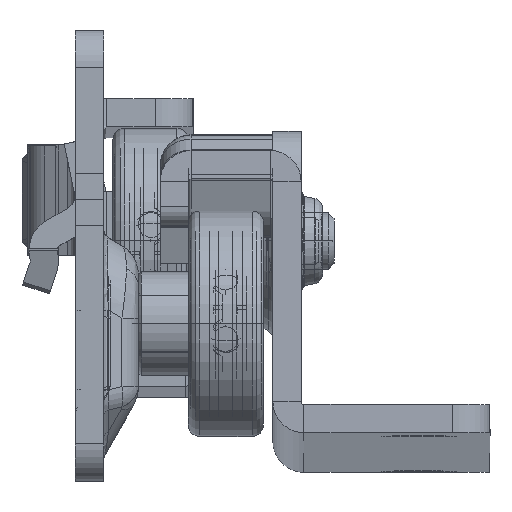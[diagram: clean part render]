
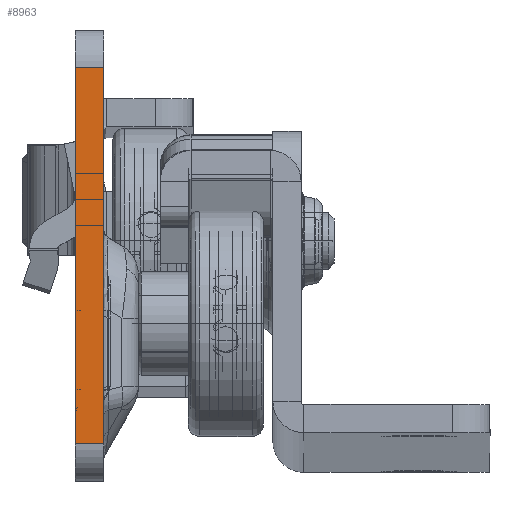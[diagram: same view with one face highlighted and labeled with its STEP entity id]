
A CAD part, top view. The second image highlights one B-rep face of the part: STEP entity #8963.
In plain terms, the highlighted planar face has unit normal (0, 0, 1).
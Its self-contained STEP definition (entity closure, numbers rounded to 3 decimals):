
#1197 = VERTEX_POINT ( 'NONE', #22574 ) ;
#1413 = CARTESIAN_POINT ( 'NONE',  ( -3., 18.3, 0. ) ) ;
#1872 = CARTESIAN_POINT ( 'NONE',  ( 0., 18.3, 0. ) ) ;
#2200 = VECTOR ( 'NONE', #27133, 1000. ) ;
#3451 = VECTOR ( 'NONE', #15423, 1000. ) ;
#4138 = LINE ( 'NONE', #1413, #24462 ) ;
#4415 = ORIENTED_EDGE ( 'NONE', *, *, #12399, .F. ) ;
#4519 = DIRECTION ( 'NONE',  ( 1., 0., 0. ) ) ;
#5113 = VERTEX_POINT ( 'NONE', #1872 ) ;
#5190 = ORIENTED_EDGE ( 'NONE', *, *, #25954, .T. ) ;
#5387 = ORIENTED_EDGE ( 'NONE', *, *, #12527, .T. ) ;
#5816 = CARTESIAN_POINT ( 'NONE',  ( 0., -21.7, 0. ) ) ;
#6792 = CARTESIAN_POINT ( 'NONE',  ( -122.719, -21.7, 0. ) ) ;
#7348 = PLANE ( 'NONE',  #24120 ) ;
#8963 = ADVANCED_FACE ( 'NONE', ( #26759 ), #7348, .T. ) ;
#9044 = LINE ( 'NONE', #19958, #26202 ) ;
#11214 = DIRECTION ( 'NONE',  ( 0., 0., 1. ) ) ;
#12399 = EDGE_CURVE ( 'NONE', #5113, #20093, #9044, .T. ) ;
#12418 = LINE ( 'NONE', #20497, #2200 ) ;
#12527 = EDGE_CURVE ( 'NONE', #27893, #1197, #12418, .T. ) ;
#14554 = EDGE_CURVE ( 'NONE', #27893, #5113, #4138, .T. ) ;
#15423 = DIRECTION ( 'NONE',  ( 1., 0., 0. ) ) ;
#15695 = ORIENTED_EDGE ( 'NONE', *, *, #14554, .F. ) ;
#17548 = LINE ( 'NONE', #6792, #3451 ) ;
#19958 = CARTESIAN_POINT ( 'NONE',  ( 0., -29.094, 0. ) ) ;
#20093 = VERTEX_POINT ( 'NONE', #5816 ) ;
#20497 = CARTESIAN_POINT ( 'NONE',  ( -3., -29.094, 0. ) ) ;
#22056 = DIRECTION ( 'NONE',  ( 0., -1., 0. ) ) ;
#22574 = CARTESIAN_POINT ( 'NONE',  ( -3., -21.7, 0. ) ) ;
#23438 = DIRECTION ( 'NONE',  ( 1., 0., 0. ) ) ;
#23587 = CARTESIAN_POINT ( 'NONE',  ( -3., 18.3, 0. ) ) ;
#23950 = CARTESIAN_POINT ( 'NONE',  ( -3., -29.094, 0. ) ) ;
#24120 = AXIS2_PLACEMENT_3D ( 'NONE', #23950, #11214, #4519 ) ;
#24462 = VECTOR ( 'NONE', #23438, 1000. ) ;
#25954 = EDGE_CURVE ( 'NONE', #1197, #20093, #17548, .T. ) ;
#26202 = VECTOR ( 'NONE', #22056, 1000. ) ;
#26759 = FACE_OUTER_BOUND ( 'NONE', #26991, .T. ) ;
#26991 = EDGE_LOOP ( 'NONE', ( #4415, #15695, #5387, #5190 ) ) ;
#27133 = DIRECTION ( 'NONE',  ( 0., -1., 0. ) ) ;
#27893 = VERTEX_POINT ( 'NONE', #23587 ) ;
